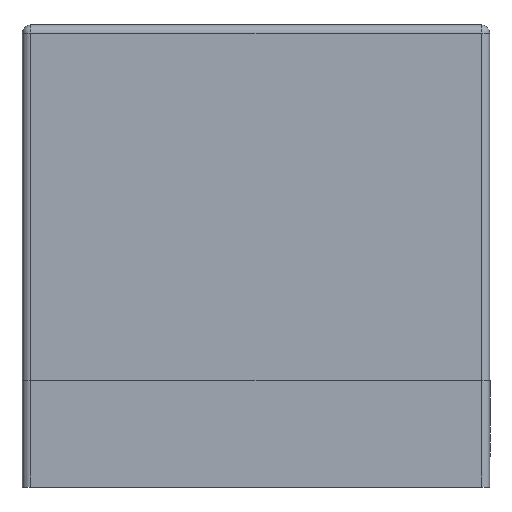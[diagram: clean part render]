
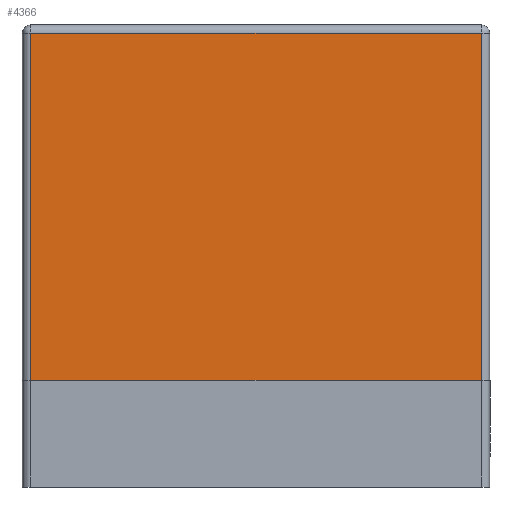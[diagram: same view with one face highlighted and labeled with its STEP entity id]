
A CAD part, front view. The second image highlights one B-rep face of the part: STEP entity #4366.
In plain terms, the highlighted planar face has unit normal (0, -1, 0).
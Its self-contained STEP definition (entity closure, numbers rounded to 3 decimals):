
#1557=CARTESIAN_POINT('',(-54.,-45.649,0.0));
#1558=VERTEX_POINT('',#1557);
#1608=CARTESIAN_POINT('',(54.,-45.649,0.0));
#1609=VERTEX_POINT('',#1608);
#1617=CARTESIAN_POINT('',(54.,-45.649,0.0));
#1618=DIRECTION('',(-1.0,0.0,0.0));
#1619=VECTOR('',#1618,108.);
#1620=LINE('',#1617,#1619);
#1621=EDGE_CURVE('',#1609,#1558,#1620,.T.);
#1849=CARTESIAN_POINT('',(-54.,-45.649,83.2));
#1850=VERTEX_POINT('',#1849);
#1893=CARTESIAN_POINT('',(54.,-45.649,83.2));
#1894=VERTEX_POINT('',#1893);
#1918=CARTESIAN_POINT('',(-54.,-45.649,83.2));
#1919=DIRECTION('',(1.0,0.0,0.0));
#1920=VECTOR('',#1919,108.);
#1921=LINE('',#1918,#1920);
#1922=EDGE_CURVE('',#1850,#1894,#1921,.T.);
#1947=CARTESIAN_POINT('',(54.,-45.649,83.2));
#1948=DIRECTION('',(0.0,0.0,-1.0));
#1949=VECTOR('',#1948,83.2);
#1950=LINE('',#1947,#1949);
#1951=EDGE_CURVE('',#1894,#1609,#1950,.T.);
#2006=CARTESIAN_POINT('',(-54.,-45.649,0.0));
#2007=DIRECTION('',(0.0,0.0,1.0));
#2008=VECTOR('',#2007,83.2);
#2009=LINE('',#2006,#2008);
#2010=EDGE_CURVE('',#1558,#1850,#2009,.T.);
#4355=CARTESIAN_POINT('',(55.,-45.649,0.0));
#4356=DIRECTION('',(0.0,-1.0,0.0));
#4357=DIRECTION('',(0.0,0.0,-1.0));
#4358=AXIS2_PLACEMENT_3D('',#4355,#4356,#4357);
#4359=PLANE('',#4358);
#4360=ORIENTED_EDGE('',*,*,#2010,.F.);
#4361=ORIENTED_EDGE('',*,*,#1621,.F.);
#4362=ORIENTED_EDGE('',*,*,#1951,.F.);
#4363=ORIENTED_EDGE('',*,*,#1922,.F.);
#4364=EDGE_LOOP('',(#4360,#4361,#4362,#4363));
#4365=FACE_OUTER_BOUND('',#4364,.T.);
#4366=ADVANCED_FACE('',(#4365),#4359,.T.);
